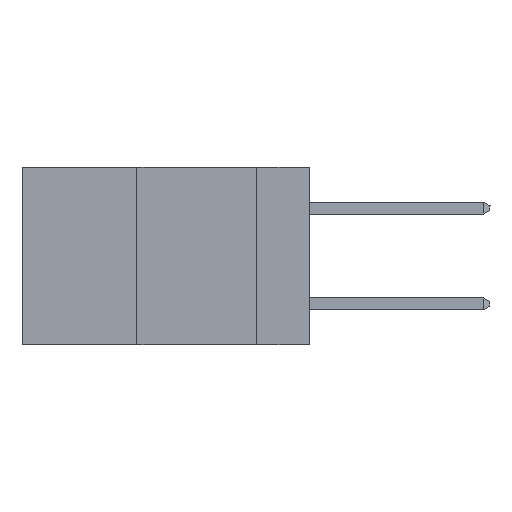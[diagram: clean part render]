
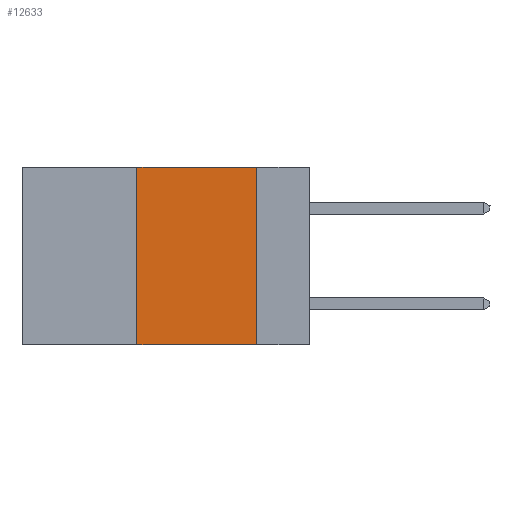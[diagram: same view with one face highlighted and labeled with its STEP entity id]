
A CAD part, left-side view. The second image highlights one B-rep face of the part: STEP entity #12633.
In plain terms, the highlighted planar face has unit normal (-1, 0, 0).
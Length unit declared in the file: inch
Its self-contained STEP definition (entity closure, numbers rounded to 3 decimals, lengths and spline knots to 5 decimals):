
#693 = FACE_OUTER_BOUND ( 'NONE', #21325, .T. ) ;
#2815 = CARTESIAN_POINT ( 'NONE',  ( 0., 0.6, 0. ) ) ;
#4257 = EDGE_CURVE ( 'NONE', #24116, #20032, #11028, .T. ) ;
#5932 = CARTESIAN_POINT ( 'NONE',  ( 0., 0.36, -0.37 ) ) ;
#6189 = ORIENTED_EDGE ( 'NONE', *, *, #12654, .F. ) ;
#6645 = LINE ( 'NONE', #12699, #23641 ) ;
#7058 = DIRECTION ( 'NONE',  ( 1., 0., 0. ) ) ;
#7307 = VERTEX_POINT ( 'NONE', #15839 ) ;
#7390 = CARTESIAN_POINT ( 'NONE',  ( 0., 0.36, 0. ) ) ;
#7473 = VECTOR ( 'NONE', #15016, 39.37008 ) ;
#8679 = VECTOR ( 'NONE', #13090, 39.37008 ) ;
#8850 = CARTESIAN_POINT ( 'NONE',  ( 0., 0.11, 0. ) ) ;
#9450 = AXIS2_PLACEMENT_3D ( 'NONE', #18719, #7058, #24236 ) ;
#10218 = ORIENTED_EDGE ( 'NONE', *, *, #4257, .F. ) ;
#10941 = DIRECTION ( 'NONE',  ( 0., 0., 1. ) ) ;
#11015 = LINE ( 'NONE', #8850, #11885 ) ;
#11028 = LINE ( 'NONE', #2815, #8679 ) ;
#11138 = VERTEX_POINT ( 'NONE', #5932 ) ;
#11885 = VECTOR ( 'NONE', #14752, 39.37008 ) ;
#11895 = LINE ( 'NONE', #22566, #7473 ) ;
#12633 = ADVANCED_FACE ( 'NONE', ( #693 ), #16812, .F. ) ;
#12654 = EDGE_CURVE ( 'NONE', #11138, #24116, #6645, .T. ) ;
#12699 = CARTESIAN_POINT ( 'NONE',  ( 0., 0.36, 0. ) ) ;
#13090 = DIRECTION ( 'NONE',  ( 0., -1., 0. ) ) ;
#13609 = EDGE_CURVE ( 'NONE', #11138, #7307, #11895, .T. ) ;
#14752 = DIRECTION ( 'NONE',  ( 0., 0., -1. ) ) ;
#15016 = DIRECTION ( 'NONE',  ( 0., -1., 0. ) ) ;
#15839 = CARTESIAN_POINT ( 'NONE',  ( 0., 0.11, -0.37 ) ) ;
#16812 = PLANE ( 'NONE',  #9450 ) ;
#18719 = CARTESIAN_POINT ( 'NONE',  ( 0., 0.6, 0. ) ) ;
#20032 = VERTEX_POINT ( 'NONE', #22737 ) ;
#20431 = EDGE_CURVE ( 'NONE', #20032, #7307, #11015, .T. ) ;
#21239 = ORIENTED_EDGE ( 'NONE', *, *, #20431, .F. ) ;
#21325 = EDGE_LOOP ( 'NONE', ( #21239, #10218, #6189, #23595 ) ) ;
#22566 = CARTESIAN_POINT ( 'NONE',  ( 0., 0.6, -0.37 ) ) ;
#22737 = CARTESIAN_POINT ( 'NONE',  ( 0., 0.11, 0. ) ) ;
#23595 = ORIENTED_EDGE ( 'NONE', *, *, #13609, .T. ) ;
#23641 = VECTOR ( 'NONE', #10941, 39.37008 ) ;
#24116 = VERTEX_POINT ( 'NONE', #7390 ) ;
#24236 = DIRECTION ( 'NONE',  ( 0., 0., -1. ) ) ;
